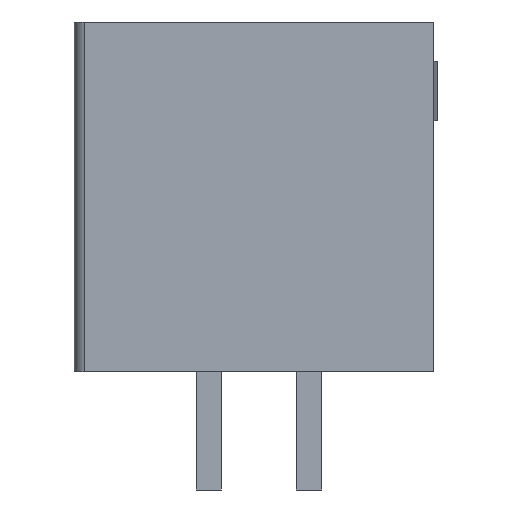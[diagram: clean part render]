
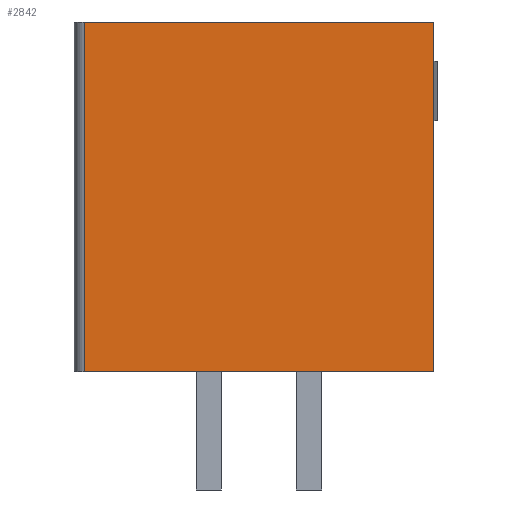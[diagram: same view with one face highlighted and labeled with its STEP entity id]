
A CAD part, left-side view. The second image highlights one B-rep face of the part: STEP entity #2842.
In plain terms, the highlighted planar face has unit normal (-1, 0, 0).
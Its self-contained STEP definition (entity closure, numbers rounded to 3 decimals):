
#51 = VERTEX_POINT('',#52);
#52 = CARTESIAN_POINT('',(-5.1,-3.155,8.85));
#58 = EDGE_CURVE('',#51,#59,#61,.T.);
#59 = VERTEX_POINT('',#60);
#60 = CARTESIAN_POINT('',(-5.1,-3.155,0.));
#61 = LINE('',#62,#63);
#62 = CARTESIAN_POINT('',(-5.1,-3.155,8.85));
#63 = VECTOR('',#64,1.);
#64 = DIRECTION('',(0.,0.,-1.));
#261 = VERTEX_POINT('',#262);
#262 = CARTESIAN_POINT('',(-5.1,5.695,0.));
#268 = EDGE_CURVE('',#269,#261,#271,.T.);
#269 = VERTEX_POINT('',#270);
#270 = CARTESIAN_POINT('',(-5.1,5.695,8.85));
#271 = LINE('',#272,#273);
#272 = CARTESIAN_POINT('',(-5.1,5.695,8.85));
#273 = VECTOR('',#274,1.);
#274 = DIRECTION('',(0.,0.,-1.));
#1162 = EDGE_CURVE('',#261,#59,#1163,.T.);
#1163 = LINE('',#1164,#1165);
#1164 = CARTESIAN_POINT('',(-5.1,5.695,0.));
#1165 = VECTOR('',#1166,1.);
#1166 = DIRECTION('',(0.,-1.,0.));
#2842 = ADVANCED_FACE('',(#2843),#2854,.F.);
#2843 = FACE_BOUND('',#2844,.T.);
#2844 = EDGE_LOOP('',(#2845,#2846,#2847,#2853));
#2845 = ORIENTED_EDGE('',*,*,#1162,.T.);
#2846 = ORIENTED_EDGE('',*,*,#58,.F.);
#2847 = ORIENTED_EDGE('',*,*,#2848,.F.);
#2848 = EDGE_CURVE('',#269,#51,#2849,.T.);
#2849 = LINE('',#2850,#2851);
#2850 = CARTESIAN_POINT('',(-5.1,5.695,8.85));
#2851 = VECTOR('',#2852,1.);
#2852 = DIRECTION('',(0.,-1.,0.));
#2853 = ORIENTED_EDGE('',*,*,#268,.T.);
#2854 = PLANE('',#2855);
#2855 = AXIS2_PLACEMENT_3D('',#2856,#2857,#2858);
#2856 = CARTESIAN_POINT('',(-5.1,5.695,8.85));
#2857 = DIRECTION('',(1.,0.,0.));
#2858 = DIRECTION('',(0.,1.,0.));
